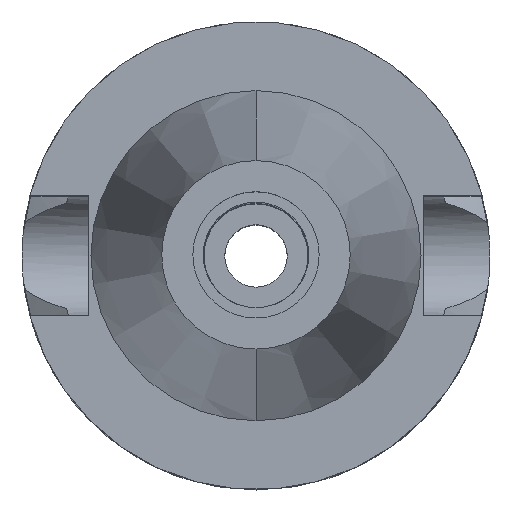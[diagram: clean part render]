
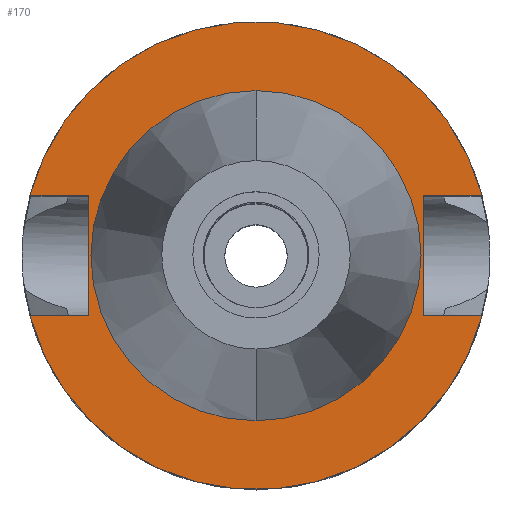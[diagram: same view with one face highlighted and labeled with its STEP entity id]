
A CAD part, top view. The second image highlights one B-rep face of the part: STEP entity #170.
In plain terms, the highlighted planar face has unit normal (0, 0, 1).
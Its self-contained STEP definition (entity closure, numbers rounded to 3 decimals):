
#46 = VECTOR ( 'NONE', #1078, 1000. ) ;
#143 = VECTOR ( 'NONE', #2532, 1000. ) ;
#158 = CARTESIAN_POINT ( 'NONE',  ( 22.5, 8.05, -1. ) ) ;
#170 = ADVANCED_FACE ( 'NONE', ( #665, #2882 ), #1919, .F. ) ;
#186 = CARTESIAN_POINT ( 'NONE',  ( 0., 0., -1. ) ) ;
#230 = VERTEX_POINT ( 'NONE', #2403 ) ;
#296 = CIRCLE ( 'NONE', #2105, 31.5 ) ;
#349 = AXIS2_PLACEMENT_3D ( 'NONE', #1269, #2227, #2718 ) ;
#350 = CARTESIAN_POINT ( 'NONE',  ( 22.5, -8.05, -1. ) ) ;
#360 = DIRECTION ( 'NONE',  ( 1., 0., 0. ) ) ;
#409 = VECTOR ( 'NONE', #360, 1000. ) ;
#411 = CARTESIAN_POINT ( 'NONE',  ( -30.454, 8.05, -1. ) ) ;
#426 = DIRECTION ( 'NONE',  ( 0., -1., 0. ) ) ;
#429 = EDGE_CURVE ( 'NONE', #230, #1161, #2531, .T. ) ;
#433 = DIRECTION ( 'NONE',  ( 0., -1., 0. ) ) ;
#467 = EDGE_CURVE ( 'NONE', #2288, #2564, #2513, .T. ) ;
#494 = DIRECTION ( 'NONE',  ( 0., 0., 1. ) ) ;
#523 = CARTESIAN_POINT ( 'NONE',  ( 0., 0., -1. ) ) ;
#570 = DIRECTION ( 'NONE',  ( 1., 0., 0. ) ) ;
#571 = ORIENTED_EDGE ( 'NONE', *, *, #1058, .T. ) ;
#605 = LINE ( 'NONE', #1572, #143 ) ;
#611 = ORIENTED_EDGE ( 'NONE', *, *, #2096, .F. ) ;
#665 = FACE_OUTER_BOUND ( 'NONE', #696, .T. ) ;
#696 = EDGE_LOOP ( 'NONE', ( #1153, #2684, #1231, #1560, #1056, #2273, #571, #1327 ) ) ;
#706 = VERTEX_POINT ( 'NONE', #2602 ) ;
#787 = CARTESIAN_POINT ( 'NONE',  ( 22.5, -8.05, -1. ) ) ;
#926 = DIRECTION ( 'NONE',  ( 0., 0., -1. ) ) ;
#1002 = CIRCLE ( 'NONE', #349, 31.5 ) ;
#1010 = AXIS2_PLACEMENT_3D ( 'NONE', #523, #494, #2416 ) ;
#1056 = ORIENTED_EDGE ( 'NONE', *, *, #429, .T. ) ;
#1058 = EDGE_CURVE ( 'NONE', #1675, #2400, #1783, .T. ) ;
#1078 = DIRECTION ( 'NONE',  ( 1., 0., 0. ) ) ;
#1083 = CARTESIAN_POINT ( 'NONE',  ( 30.454, -8.05, -1. ) ) ;
#1115 = CARTESIAN_POINT ( 'NONE',  ( 30.454, 8.05, -1. ) ) ;
#1153 = ORIENTED_EDGE ( 'NONE', *, *, #1428, .F. ) ;
#1158 = DIRECTION ( 'NONE',  ( 0., -1., 0. ) ) ;
#1161 = VERTEX_POINT ( 'NONE', #1115 ) ;
#1209 = DIRECTION ( 'NONE',  ( 0., 0., 1. ) ) ;
#1221 = EDGE_CURVE ( 'NONE', #2456, #1638, #2927, .T. ) ;
#1231 = ORIENTED_EDGE ( 'NONE', *, *, #467, .F. ) ;
#1269 = CARTESIAN_POINT ( 'NONE',  ( 0., 0., -1. ) ) ;
#1325 = VERTEX_POINT ( 'NONE', #2652 ) ;
#1327 = ORIENTED_EDGE ( 'NONE', *, *, #1965, .F. ) ;
#1428 = EDGE_CURVE ( 'NONE', #1325, #706, #1999, .T. ) ;
#1560 = ORIENTED_EDGE ( 'NONE', *, *, #1620, .F. ) ;
#1564 = CIRCLE ( 'NONE', #2966, 22.225 ) ;
#1572 = CARTESIAN_POINT ( 'NONE',  ( -22.5, -8.05, -1. ) ) ;
#1620 = EDGE_CURVE ( 'NONE', #230, #2288, #1846, .T. ) ;
#1633 = CARTESIAN_POINT ( 'NONE',  ( 0., 0., -1. ) ) ;
#1638 = VERTEX_POINT ( 'NONE', #1882 ) ;
#1675 = VERTEX_POINT ( 'NONE', #411 ) ;
#1706 = VECTOR ( 'NONE', #570, 1000. ) ;
#1762 = CARTESIAN_POINT ( 'NONE',  ( 0., 22.225, -1. ) ) ;
#1783 = LINE ( 'NONE', #2523, #409 ) ;
#1809 = VECTOR ( 'NONE', #426, 1000. ) ;
#1846 = LINE ( 'NONE', #158, #1809 ) ;
#1853 = DIRECTION ( 'NONE',  ( 0., 1., 0. ) ) ;
#1866 = AXIS2_PLACEMENT_3D ( 'NONE', #1633, #926, #433 ) ;
#1868 = VECTOR ( 'NONE', #3002, 1000. ) ;
#1882 = CARTESIAN_POINT ( 'NONE',  ( 0., -22.225, -1. ) ) ;
#1894 = EDGE_CURVE ( 'NONE', #1675, #1161, #296, .T. ) ;
#1899 = ORIENTED_EDGE ( 'NONE', *, *, #1221, .F. ) ;
#1919 = PLANE ( 'NONE',  #1866 ) ;
#1965 = EDGE_CURVE ( 'NONE', #706, #2400, #605, .T. ) ;
#1999 = LINE ( 'NONE', #2050, #1706 ) ;
#2024 = CARTESIAN_POINT ( 'NONE',  ( 22.5, 8.05, -1. ) ) ;
#2050 = CARTESIAN_POINT ( 'NONE',  ( -30.454, -8.05, -1. ) ) ;
#2096 = EDGE_CURVE ( 'NONE', #1638, #2456, #1564, .T. ) ;
#2105 = AXIS2_PLACEMENT_3D ( 'NONE', #2304, #2989, #1853 ) ;
#2227 = DIRECTION ( 'NONE',  ( 0., 0., -1. ) ) ;
#2273 = ORIENTED_EDGE ( 'NONE', *, *, #1894, .F. ) ;
#2281 = EDGE_LOOP ( 'NONE', ( #1899, #611 ) ) ;
#2288 = VERTEX_POINT ( 'NONE', #787 ) ;
#2304 = CARTESIAN_POINT ( 'NONE',  ( 0., 0., -1. ) ) ;
#2373 = EDGE_CURVE ( 'NONE', #2564, #1325, #1002, .T. ) ;
#2400 = VERTEX_POINT ( 'NONE', #2420 ) ;
#2403 = CARTESIAN_POINT ( 'NONE',  ( 22.5, 8.05, -1. ) ) ;
#2416 = DIRECTION ( 'NONE',  ( 0., 1., 0. ) ) ;
#2420 = CARTESIAN_POINT ( 'NONE',  ( -22.5, 8.05, -1. ) ) ;
#2456 = VERTEX_POINT ( 'NONE', #1762 ) ;
#2513 = LINE ( 'NONE', #350, #46 ) ;
#2523 = CARTESIAN_POINT ( 'NONE',  ( -30.454, 8.05, -1. ) ) ;
#2531 = LINE ( 'NONE', #2024, #1868 ) ;
#2532 = DIRECTION ( 'NONE',  ( 0., 1., 0. ) ) ;
#2564 = VERTEX_POINT ( 'NONE', #1083 ) ;
#2602 = CARTESIAN_POINT ( 'NONE',  ( -22.5, -8.05, -1. ) ) ;
#2652 = CARTESIAN_POINT ( 'NONE',  ( -30.454, -8.05, -1. ) ) ;
#2684 = ORIENTED_EDGE ( 'NONE', *, *, #2373, .F. ) ;
#2718 = DIRECTION ( 'NONE',  ( 0., -1., 0. ) ) ;
#2882 = FACE_BOUND ( 'NONE', #2281, .T. ) ;
#2927 = CIRCLE ( 'NONE', #1010, 22.225 ) ;
#2966 = AXIS2_PLACEMENT_3D ( 'NONE', #186, #1209, #1158 ) ;
#2989 = DIRECTION ( 'NONE',  ( 0., 0., -1. ) ) ;
#3002 = DIRECTION ( 'NONE',  ( 1., 0., 0. ) ) ;
